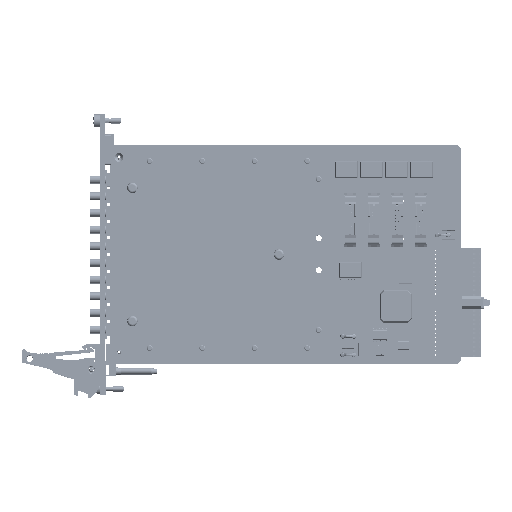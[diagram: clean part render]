
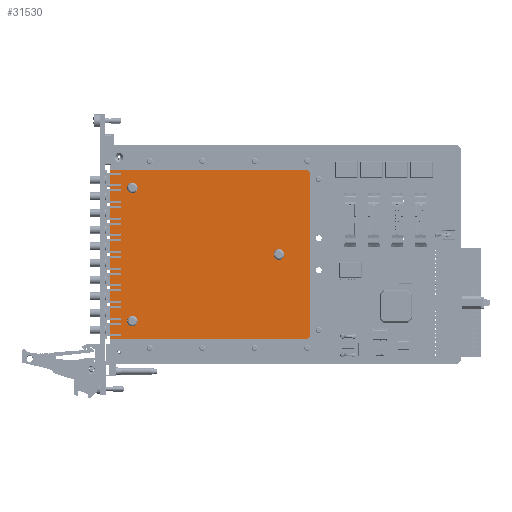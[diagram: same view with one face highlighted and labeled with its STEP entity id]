
A CAD part, top view. The second image highlights one B-rep face of the part: STEP entity #31530.
In plain terms, the highlighted planar face has unit normal (0, 0, 1).
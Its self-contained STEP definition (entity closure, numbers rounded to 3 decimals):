
#19686 = CARTESIAN_POINT ( 'NONE',  ( 96.885, 5.074, 13.551 ) ) ;
#31530 = ADVANCED_FACE ( 'NONE', ( #179597, #179609, #179600, #179606 ), #146179, .T. ) ;
#93667 = CIRCLE ( 'NONE', #117688, 1.8 ) ;
#93678 = LINE ( 'NONE', #184009, #93687 ) ;
#93687 = VECTOR ( 'NONE', #184014, 1000. ) ;
#93690 = LINE ( 'NONE', #184030, #93694 ) ;
#93694 = VECTOR ( 'NONE', #184036, 1000. ) ;
#93695 = CIRCLE ( 'NONE', #117696, 1.75 ) ;
#93715 = LINE ( 'NONE', #184082, #93719 ) ;
#93719 = VECTOR ( 'NONE', #184087, 1000. ) ;
#93720 = CIRCLE ( 'NONE', #117694, 1.8 ) ;
#93722 = LINE ( 'NONE', #184061, #93725 ) ;
#93725 = VECTOR ( 'NONE', #184064, 1000. ) ;
#93734 = CIRCLE ( 'NONE', #117698, 1.75 ) ;
#93737 = CIRCLE ( 'NONE', #117700, 1.75 ) ;
#117688 = AXIS2_PLACEMENT_3D ( 'NONE', #183979, #183982, #183985 ) ;
#117694 = AXIS2_PLACEMENT_3D ( 'NONE', #184103, #184105, #184108 ) ;
#117696 = AXIS2_PLACEMENT_3D ( 'NONE', #184120, #184123, #184126 ) ;
#117698 = AXIS2_PLACEMENT_3D ( 'NONE', #184133, #184136, #184137 ) ;
#117700 = AXIS2_PLACEMENT_3D ( 'NONE', #184144, #184147, #184149 ) ;
#125874 = EDGE_LOOP ( 'NONE', ( #206554 ) ) ;
#125988 = EDGE_LOOP ( 'NONE', ( #206523 ) ) ;
#125998 = EDGE_LOOP ( 'NONE', ( #205297, #207577, #204643, #207996, #207655, #205916 ) ) ;
#126873 = EDGE_LOOP ( 'NONE', ( #206594 ) ) ;
#135660 = VERTEX_POINT ( 'NONE', #245848 ) ;
#135991 = VERTEX_POINT ( 'NONE', #246396 ) ;
#140882 = AXIS2_PLACEMENT_3D ( 'NONE', #146204, #146206, #146209 ) ;
#146179 = PLANE ( 'NONE',  #140882 ) ;
#146204 = CARTESIAN_POINT ( 'NONE',  ( 98.785, 4.974, 13.551 ) ) ;
#146206 = DIRECTION ( 'NONE',  ( 0., 0., 1. ) ) ;
#146209 = DIRECTION ( 'NONE',  ( -1., 0., 0. ) ) ;
#166900 = CARTESIAN_POINT ( 'NONE',  ( 98.685, 6.874, 13.551 ) ) ;
#174206 = EDGE_CURVE ( 'NONE', #212862, #219445, #93667, .T. ) ;
#174216 = EDGE_CURVE ( 'NONE', #135660, #212862, #93678, .T. ) ;
#174227 = EDGE_CURVE ( 'NONE', #135991, #220420, #93690, .T. ) ;
#174252 = EDGE_CURVE ( 'NONE', #219445, #219611, #93715, .T. ) ;
#174257 = EDGE_CURVE ( 'NONE', #220420, #135660, #93720, .T. ) ;
#174260 = EDGE_CURVE ( 'NONE', #219611, #135991, #93722, .T. ) ;
#174265 = EDGE_CURVE ( 'NONE', #244009, #244009, #93695, .T. ) ;
#174268 = EDGE_CURVE ( 'NONE', #244011, #244011, #93734, .T. ) ;
#174272 = EDGE_CURVE ( 'NONE', #244012, #244012, #93737, .T. ) ;
#179597 = FACE_OUTER_BOUND ( 'NONE', #125998, .T. ) ;
#179600 = FACE_BOUND ( 'NONE', #125988, .T. ) ;
#179606 = FACE_BOUND ( 'NONE', #125874, .T. ) ;
#179609 = FACE_BOUND ( 'NONE', #126873, .T. ) ;
#183979 = CARTESIAN_POINT ( 'NONE',  ( 96.885, 6.874, 13.551 ) ) ;
#183982 = DIRECTION ( 'NONE',  ( 0., 0., -1. ) ) ;
#183985 = DIRECTION ( 'NONE',  ( -1., 0., 0. ) ) ;
#184009 = CARTESIAN_POINT ( 'NONE',  ( 98.685, 6.874, 13.551 ) ) ;
#184014 = DIRECTION ( 'NONE',  ( 0., -1., 0. ) ) ;
#184030 = CARTESIAN_POINT ( 'NONE',  ( 96.885, 82.474, 13.551 ) ) ;
#184036 = DIRECTION ( 'NONE',  ( 1., 0., 0. ) ) ;
#184061 = CARTESIAN_POINT ( 'NONE',  ( 7.485, 84.474, 13.551 ) ) ;
#184064 = DIRECTION ( 'NONE',  ( 0., 1., 0. ) ) ;
#184082 = CARTESIAN_POINT ( 'NONE',  ( 7.485, 5.074, 13.551 ) ) ;
#184087 = DIRECTION ( 'NONE',  ( -1., 0., 0. ) ) ;
#184103 = CARTESIAN_POINT ( 'NONE',  ( 96.885, 80.674, 13.551 ) ) ;
#184105 = DIRECTION ( 'NONE',  ( 0., 0., -1. ) ) ;
#184108 = DIRECTION ( 'NONE',  ( -1., 0., 0. ) ) ;
#184120 = CARTESIAN_POINT ( 'NONE',  ( 84.485, 43.774, 13.551 ) ) ;
#184123 = DIRECTION ( 'NONE',  ( 0., 0., -1. ) ) ;
#184126 = DIRECTION ( 'NONE',  ( 1., 0., 0. ) ) ;
#184133 = CARTESIAN_POINT ( 'NONE',  ( 17.485, 74.263, 13.551 ) ) ;
#184136 = DIRECTION ( 'NONE',  ( 0., 0., -1. ) ) ;
#184137 = DIRECTION ( 'NONE',  ( 1., 0., 0. ) ) ;
#184144 = CARTESIAN_POINT ( 'NONE',  ( 17.485, 13.304, 13.551 ) ) ;
#184147 = DIRECTION ( 'NONE',  ( 0., 0., -1. ) ) ;
#184149 = DIRECTION ( 'NONE',  ( 1., 0., 0. ) ) ;
#204643 = ORIENTED_EDGE ( 'NONE', *, *, #174216, .F. ) ;
#205297 = ORIENTED_EDGE ( 'NONE', *, *, #174252, .F. ) ;
#205916 = ORIENTED_EDGE ( 'NONE', *, *, #174260, .F. ) ;
#206523 = ORIENTED_EDGE ( 'NONE', *, *, #174268, .T. ) ;
#206554 = ORIENTED_EDGE ( 'NONE', *, *, #174272, .T. ) ;
#206594 = ORIENTED_EDGE ( 'NONE', *, *, #174265, .T. ) ;
#207577 = ORIENTED_EDGE ( 'NONE', *, *, #174206, .F. ) ;
#207655 = ORIENTED_EDGE ( 'NONE', *, *, #174227, .F. ) ;
#207996 = ORIENTED_EDGE ( 'NONE', *, *, #174257, .F. ) ;
#212862 = VERTEX_POINT ( 'NONE', #166900 ) ;
#219445 = VERTEX_POINT ( 'NONE', #19686 ) ;
#219611 = VERTEX_POINT ( 'NONE', #237048 ) ;
#220420 = VERTEX_POINT ( 'NONE', #237256 ) ;
#237048 = CARTESIAN_POINT ( 'NONE',  ( 7.485, 5.074, 13.551 ) ) ;
#237256 = CARTESIAN_POINT ( 'NONE',  ( 96.885, 82.474, 13.551 ) ) ;
#243056 = CARTESIAN_POINT ( 'NONE',  ( 86.235, 43.774, 13.551 ) ) ;
#243057 = CARTESIAN_POINT ( 'NONE',  ( 19.235, 74.263, 13.551 ) ) ;
#243058 = CARTESIAN_POINT ( 'NONE',  ( 19.235, 13.304, 13.551 ) ) ;
#244009 = VERTEX_POINT ( 'NONE', #243056 ) ;
#244011 = VERTEX_POINT ( 'NONE', #243057 ) ;
#244012 = VERTEX_POINT ( 'NONE', #243058 ) ;
#245848 = CARTESIAN_POINT ( 'NONE',  ( 98.685, 80.674, 13.551 ) ) ;
#246396 = CARTESIAN_POINT ( 'NONE',  ( 7.485, 82.474, 13.551 ) ) ;
